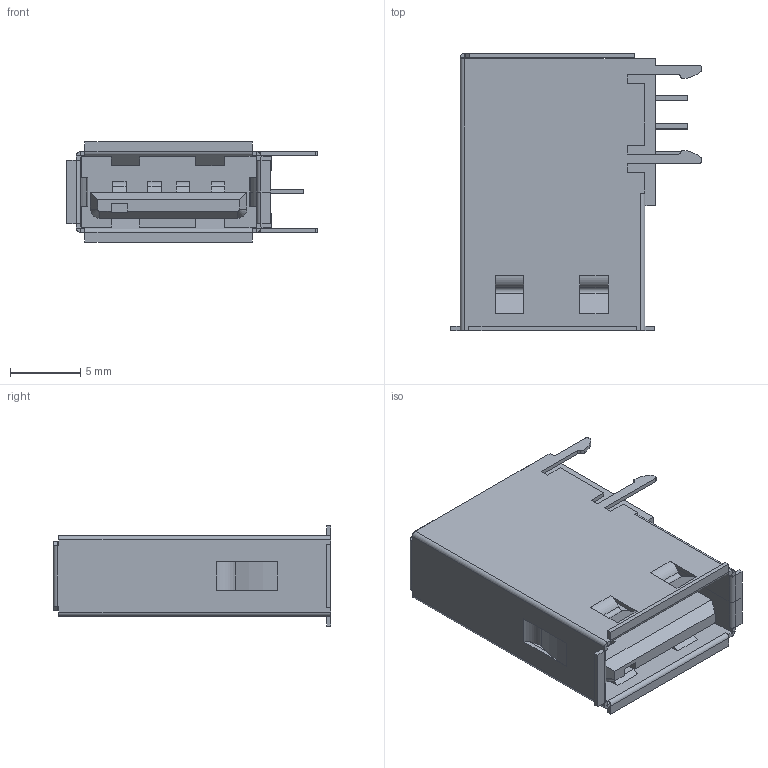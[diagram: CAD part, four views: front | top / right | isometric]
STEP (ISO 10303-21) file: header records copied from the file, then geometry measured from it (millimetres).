
FILE_DESCRIPTION((''),'2;1');
FILE_NAME('73725-0110BLFC','2009-06-04T',('KaBabu'),('FCI - ELX Division'),'PRO/ENGINEER BY PARAMETRIC TECHNOLOGY CORPORATION, 2008010','PRO/ENGINEER BY PARAMETRIC TECHNOLOGY CORPORATION, 2008010','');
FILE_SCHEMA(('CONFIG_CONTROL_DESIGN'));
Length unit declared in the file: millimetre
Products named in the file (1): 73725-0110BLFC
Bounding box: 17.81 x 19.7 x 7.12 mm (x, y, z)
Volume: 659.7 mm3; surface area: 2389.3 mm2
Topology: 1 solids, 1 shells, 463 faces, 1178 edges, 696 vertices
Faces by surface type: plane 353, cylinder 108, cone 2
Entity records: 13668 total; most frequent: ORIENTED_EDGE 2356, CARTESIAN_POINT 2337, DIRECTION 2322, EDGE_CURVE 1178, VECTOR 960, LINE 960, VERTEX_POINT 696, AXIS2_PLACEMENT_3D 681
